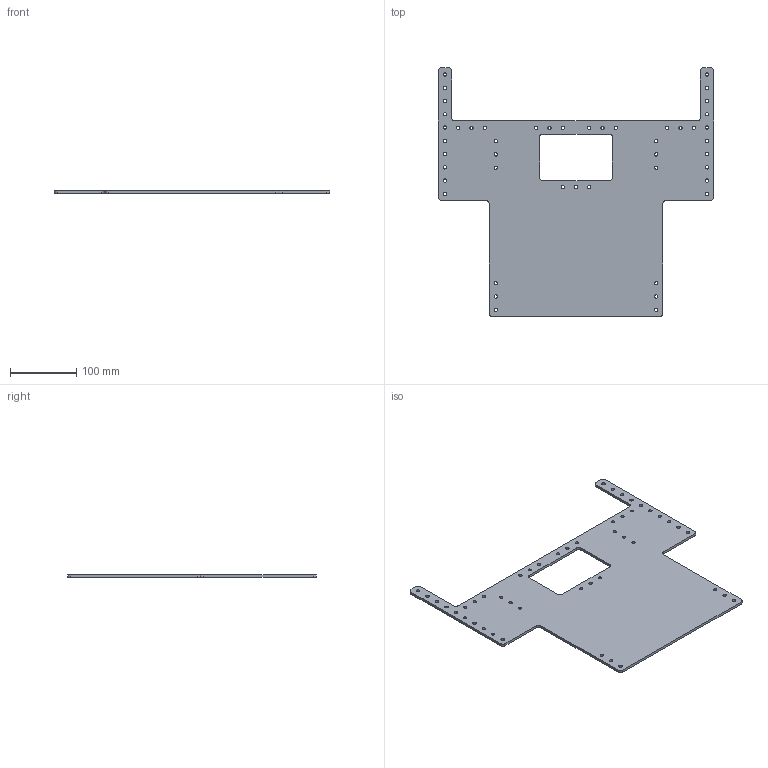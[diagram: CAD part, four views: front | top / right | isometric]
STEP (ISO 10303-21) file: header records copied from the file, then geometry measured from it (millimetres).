
FILE_DESCRIPTION (( 'STEP AP203' ), '1' );
FILE_NAME ('Top Stability Plate.STEP', '2024-04-06T14:41:42', ( '' ), ( '' ), 'SwSTEP 2.0', 'SolidWorks 2023', '' );
FILE_SCHEMA (( 'CONFIG_CONTROL_DESIGN' ));
Length unit declared in the file: millimetre
Products named in the file (1): Top Stability Plate
Bounding box: 415 x 375.21 x 4 mm (x, y, z)
Volume: 360720.7 mm3; surface area: 191581.5 mm2
Topology: 1 solids, 1 shells, 128 faces, 378 edges, 252 vertices
Faces by surface type: cylinder 110, plane 18
Entity records: 4671 total; most frequent: DIRECTION 856, CARTESIAN_POINT 759, ORIENTED_EDGE 756, EDGE_CURVE 378, AXIS2_PLACEMENT_3D 349, VERTEX_POINT 252, EDGE_LOOP 224, CIRCLE 220
